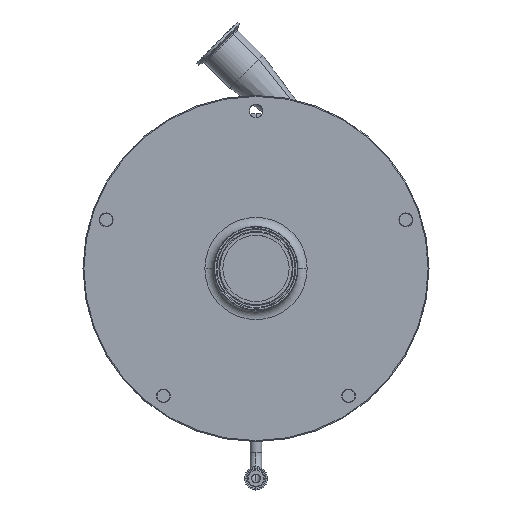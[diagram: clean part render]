
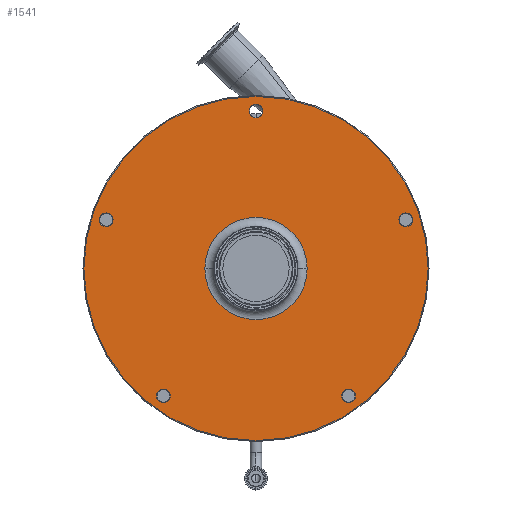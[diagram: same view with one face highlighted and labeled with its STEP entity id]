
A CAD part, top view. The second image highlights one B-rep face of the part: STEP entity #1541.
In plain terms, the highlighted planar face has unit normal (0, 0, 1).
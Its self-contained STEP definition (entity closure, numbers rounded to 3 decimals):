
#16 = DIRECTION ( 'NONE',  ( 0., 0., -1. ) ) ;
#102 = DIRECTION ( 'NONE',  ( 0., -1., 0. ) ) ;
#221 = ORIENTED_EDGE ( 'NONE', *, *, #7093, .T. ) ;
#265 = FACE_BOUND ( 'NONE', #1861, .T. ) ;
#319 = VERTEX_POINT ( 'NONE', #3499 ) ;
#337 = CARTESIAN_POINT ( 'NONE',  ( 56., 0., 289. ) ) ;
#349 = EDGE_CURVE ( 'NONE', #1418, #404, #3512, .T. ) ;
#353 = EDGE_CURVE ( 'NONE', #2016, #4682, #1236, .T. ) ;
#368 = DIRECTION ( 'NONE',  ( 0., 0., 1. ) ) ;
#404 = VERTEX_POINT ( 'NONE', #7031 ) ;
#414 = CIRCLE ( 'NONE', #6489, 7.5 ) ;
#419 = VERTEX_POINT ( 'NONE', #1328 ) ;
#492 = DIRECTION ( 'NONE',  ( 0., -1., 0. ) ) ;
#561 = DIRECTION ( 'NONE',  ( 0., -1., 0. ) ) ;
#589 = ORIENTED_EDGE ( 'NONE', *, *, #1663, .T. ) ;
#725 = EDGE_CURVE ( 'NONE', #419, #4887, #3270, .T. ) ;
#830 = EDGE_CURVE ( 'NONE', #319, #5676, #2324, .T. ) ;
#874 = CARTESIAN_POINT ( 'NONE',  ( 0., 189.5, 289. ) ) ;
#875 = AXIS2_PLACEMENT_3D ( 'NONE', #874, #6639, #3623 ) ;
#923 = CIRCLE ( 'NONE', #4606, 56. ) ;
#989 = CIRCLE ( 'NONE', #6098, 188.5 ) ;
#1032 = VERTEX_POINT ( 'NONE', #6668 ) ;
#1219 = EDGE_LOOP ( 'NONE', ( #2957, #7028 ) ) ;
#1228 = DIRECTION ( 'NONE',  ( -1., 0., 0. ) ) ;
#1232 = EDGE_CURVE ( 'NONE', #4313, #1032, #2175, .T. ) ;
#1236 = CIRCLE ( 'NONE', #3388, 7.5 ) ;
#1309 = EDGE_CURVE ( 'NONE', #4887, #419, #2766, .T. ) ;
#1328 = CARTESIAN_POINT ( 'NONE',  ( 164.057, 60.805, 289. ) ) ;
#1377 = EDGE_LOOP ( 'NONE', ( #3677, #3691 ) ) ;
#1418 = VERTEX_POINT ( 'NONE', #4179 ) ;
#1428 = CARTESIAN_POINT ( 'NONE',  ( 101.393, -139.555, 289. ) ) ;
#1430 = FACE_BOUND ( 'NONE', #6065, .T. ) ;
#1448 = EDGE_CURVE ( 'NONE', #1032, #4313, #3956, .T. ) ;
#1462 = CARTESIAN_POINT ( 'NONE',  ( 188.5, 0., 289. ) ) ;
#1473 = DIRECTION ( 'NONE',  ( 0., -1., 0. ) ) ;
#1541 = ADVANCED_FACE ( 'NONE', ( #2028, #4899, #5498, #265, #1430, #5428, #4300 ), #2545, .F. ) ;
#1663 = EDGE_CURVE ( 'NONE', #2164, #5808, #989, .T. ) ;
#1861 = EDGE_LOOP ( 'NONE', ( #2467, #6278 ) ) ;
#1904 = ORIENTED_EDGE ( 'NONE', *, *, #2146, .T. ) ;
#1958 = DIRECTION ( 'NONE',  ( 0., 0., 1. ) ) ;
#1964 = AXIS2_PLACEMENT_3D ( 'NONE', #4860, #4218, #3660 ) ;
#2005 = CARTESIAN_POINT ( 'NONE',  ( 164.057, 53.305, 289. ) ) ;
#2016 = VERTEX_POINT ( 'NONE', #7044 ) ;
#2028 = FACE_BOUND ( 'NONE', #6422, .T. ) ;
#2099 = CARTESIAN_POINT ( 'NONE',  ( -56., 0., 289. ) ) ;
#2105 = CARTESIAN_POINT ( 'NONE',  ( -164.057, 60.805, 289. ) ) ;
#2132 = VERTEX_POINT ( 'NONE', #2099 ) ;
#2146 = EDGE_CURVE ( 'NONE', #2132, #4460, #6233, .T. ) ;
#2164 = VERTEX_POINT ( 'NONE', #1462 ) ;
#2175 = CIRCLE ( 'NONE', #2993, 7.5 ) ;
#2234 = ORIENTED_EDGE ( 'NONE', *, *, #6550, .T. ) ;
#2241 = CARTESIAN_POINT ( 'NONE',  ( -101.393, -139.555, 289. ) ) ;
#2324 = CIRCLE ( 'NONE', #3879, 7.5 ) ;
#2467 = ORIENTED_EDGE ( 'NONE', *, *, #1309, .F. ) ;
#2470 = DIRECTION ( 'NONE',  ( 0., -1., 0. ) ) ;
#2508 = CARTESIAN_POINT ( 'NONE',  ( 0., 0., 289. ) ) ;
#2545 = PLANE ( 'NONE',  #875 ) ;
#2626 = DIRECTION ( 'NONE',  ( 1., 0., 0. ) ) ;
#2644 = AXIS2_PLACEMENT_3D ( 'NONE', #2508, #1958, #5421 ) ;
#2722 = CARTESIAN_POINT ( 'NONE',  ( 101.393, -139.555, 289. ) ) ;
#2766 = CIRCLE ( 'NONE', #6915, 7.5 ) ;
#2887 = ORIENTED_EDGE ( 'NONE', *, *, #353, .F. ) ;
#2930 = CARTESIAN_POINT ( 'NONE',  ( 0., 0., 289. ) ) ;
#2957 = ORIENTED_EDGE ( 'NONE', *, *, #5733, .F. ) ;
#2993 = AXIS2_PLACEMENT_3D ( 'NONE', #4945, #6169, #6654 ) ;
#3121 = AXIS2_PLACEMENT_3D ( 'NONE', #3697, #368, #2626 ) ;
#3151 = AXIS2_PLACEMENT_3D ( 'NONE', #2241, #3464, #5119 ) ;
#3269 = EDGE_LOOP ( 'NONE', ( #1904, #2234 ) ) ;
#3270 = CIRCLE ( 'NONE', #5312, 7.5 ) ;
#3281 = AXIS2_PLACEMENT_3D ( 'NONE', #2722, #5001, #6141 ) ;
#3293 = EDGE_CURVE ( 'NONE', #5676, #319, #6490, .T. ) ;
#3331 = CARTESIAN_POINT ( 'NONE',  ( -164.057, 53.305, 289. ) ) ;
#3388 = AXIS2_PLACEMENT_3D ( 'NONE', #4088, #6218, #102 ) ;
#3464 = DIRECTION ( 'NONE',  ( 0., 0., 1. ) ) ;
#3480 = DIRECTION ( 'NONE',  ( 0., 0., 1. ) ) ;
#3499 = CARTESIAN_POINT ( 'NONE',  ( 101.393, -132.055, 289. ) ) ;
#3512 = CIRCLE ( 'NONE', #3151, 7.5 ) ;
#3552 = CARTESIAN_POINT ( 'NONE',  ( -101.393, -139.555, 289. ) ) ;
#3623 = DIRECTION ( 'NONE',  ( -1., 0., 0. ) ) ;
#3660 = DIRECTION ( 'NONE',  ( -1., 0., 0. ) ) ;
#3677 = ORIENTED_EDGE ( 'NONE', *, *, #3293, .F. ) ;
#3691 = ORIENTED_EDGE ( 'NONE', *, *, #830, .F. ) ;
#3697 = CARTESIAN_POINT ( 'NONE',  ( 0., 172.5, 289. ) ) ;
#3701 = ORIENTED_EDGE ( 'NONE', *, *, #1232, .F. ) ;
#3879 = AXIS2_PLACEMENT_3D ( 'NONE', #1428, #4262, #2470 ) ;
#3956 = CIRCLE ( 'NONE', #3121, 7.5 ) ;
#4062 = CARTESIAN_POINT ( 'NONE',  ( 101.393, -147.055, 289. ) ) ;
#4067 = CARTESIAN_POINT ( 'NONE',  ( 7.5, 172.5, 289. ) ) ;
#4088 = CARTESIAN_POINT ( 'NONE',  ( -164.057, 53.305, 289. ) ) ;
#4100 = DIRECTION ( 'NONE',  ( 0., 0., 1. ) ) ;
#4179 = CARTESIAN_POINT ( 'NONE',  ( -101.393, -132.055, 289. ) ) ;
#4180 = EDGE_CURVE ( 'NONE', #4682, #2016, #414, .T. ) ;
#4218 = DIRECTION ( 'NONE',  ( 0., 0., -1. ) ) ;
#4262 = DIRECTION ( 'NONE',  ( 0., 0., 1. ) ) ;
#4300 = FACE_BOUND ( 'NONE', #3269, .T. ) ;
#4313 = VERTEX_POINT ( 'NONE', #4067 ) ;
#4460 = VERTEX_POINT ( 'NONE', #337 ) ;
#4606 = AXIS2_PLACEMENT_3D ( 'NONE', #2930, #16, #6806 ) ;
#4634 = CARTESIAN_POINT ( 'NONE',  ( 0., 0., 289. ) ) ;
#4652 = CIRCLE ( 'NONE', #2644, 188.5 ) ;
#4682 = VERTEX_POINT ( 'NONE', #2105 ) ;
#4860 = CARTESIAN_POINT ( 'NONE',  ( 0., 0., 289. ) ) ;
#4887 = VERTEX_POINT ( 'NONE', #7332 ) ;
#4899 = FACE_BOUND ( 'NONE', #1219, .T. ) ;
#4945 = CARTESIAN_POINT ( 'NONE',  ( 0., 172.5, 289. ) ) ;
#4958 = CIRCLE ( 'NONE', #5779, 7.5 ) ;
#4984 = DIRECTION ( 'NONE',  ( 0., 0., 1. ) ) ;
#5001 = DIRECTION ( 'NONE',  ( 0., 0., 1. ) ) ;
#5034 = ORIENTED_EDGE ( 'NONE', *, *, #1448, .F. ) ;
#5119 = DIRECTION ( 'NONE',  ( 0., -1., 0. ) ) ;
#5312 = AXIS2_PLACEMENT_3D ( 'NONE', #2005, #5506, #1473 ) ;
#5421 = DIRECTION ( 'NONE',  ( -1., 0., 0. ) ) ;
#5428 = FACE_OUTER_BOUND ( 'NONE', #6157, .T. ) ;
#5498 = FACE_BOUND ( 'NONE', #1377, .T. ) ;
#5506 = DIRECTION ( 'NONE',  ( 0., 0., 1. ) ) ;
#5618 = DIRECTION ( 'NONE',  ( 0., 0., 1. ) ) ;
#5676 = VERTEX_POINT ( 'NONE', #4062 ) ;
#5733 = EDGE_CURVE ( 'NONE', #404, #1418, #4958, .T. ) ;
#5779 = AXIS2_PLACEMENT_3D ( 'NONE', #3552, #4100, #492 ) ;
#5808 = VERTEX_POINT ( 'NONE', #6797 ) ;
#5964 = ORIENTED_EDGE ( 'NONE', *, *, #4180, .F. ) ;
#6065 = EDGE_LOOP ( 'NONE', ( #3701, #5034 ) ) ;
#6098 = AXIS2_PLACEMENT_3D ( 'NONE', #4634, #3480, #1228 ) ;
#6119 = DIRECTION ( 'NONE',  ( 0., -1., 0. ) ) ;
#6141 = DIRECTION ( 'NONE',  ( 0., -1., 0. ) ) ;
#6157 = EDGE_LOOP ( 'NONE', ( #221, #589 ) ) ;
#6169 = DIRECTION ( 'NONE',  ( 0., 0., 1. ) ) ;
#6218 = DIRECTION ( 'NONE',  ( 0., 0., 1. ) ) ;
#6233 = CIRCLE ( 'NONE', #1964, 56. ) ;
#6237 = CARTESIAN_POINT ( 'NONE',  ( 164.057, 53.305, 289. ) ) ;
#6278 = ORIENTED_EDGE ( 'NONE', *, *, #725, .F. ) ;
#6422 = EDGE_LOOP ( 'NONE', ( #2887, #5964 ) ) ;
#6489 = AXIS2_PLACEMENT_3D ( 'NONE', #3331, #4984, #6119 ) ;
#6490 = CIRCLE ( 'NONE', #3281, 7.5 ) ;
#6550 = EDGE_CURVE ( 'NONE', #4460, #2132, #923, .T. ) ;
#6639 = DIRECTION ( 'NONE',  ( 0., 0., -1. ) ) ;
#6654 = DIRECTION ( 'NONE',  ( 1., 0., 0. ) ) ;
#6668 = CARTESIAN_POINT ( 'NONE',  ( -7.5, 172.5, 289. ) ) ;
#6797 = CARTESIAN_POINT ( 'NONE',  ( -188.5, 0., 289. ) ) ;
#6806 = DIRECTION ( 'NONE',  ( -1., 0., 0. ) ) ;
#6915 = AXIS2_PLACEMENT_3D ( 'NONE', #6237, #5618, #561 ) ;
#7028 = ORIENTED_EDGE ( 'NONE', *, *, #349, .F. ) ;
#7031 = CARTESIAN_POINT ( 'NONE',  ( -101.393, -147.055, 289. ) ) ;
#7044 = CARTESIAN_POINT ( 'NONE',  ( -164.057, 45.805, 289. ) ) ;
#7093 = EDGE_CURVE ( 'NONE', #5808, #2164, #4652, .T. ) ;
#7332 = CARTESIAN_POINT ( 'NONE',  ( 164.057, 45.805, 289. ) ) ;
